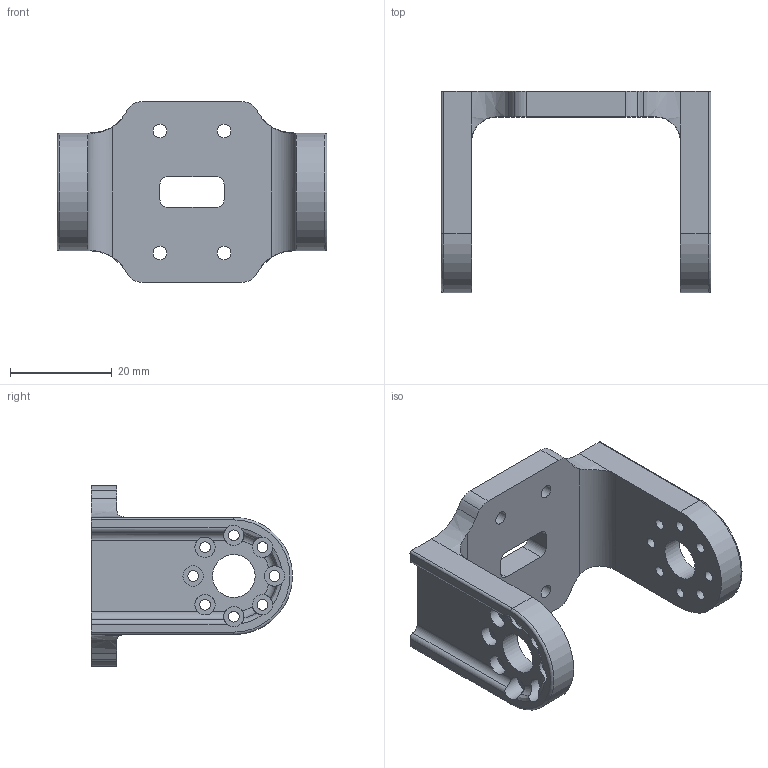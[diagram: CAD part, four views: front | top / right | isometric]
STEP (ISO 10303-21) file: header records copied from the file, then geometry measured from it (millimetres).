
FILE_DESCRIPTION(/* description */ (''),/* implementation_level */ '2;1');
FILE_NAME(/* name */ 'Drive_Bracket.step',/* time_stamp */ '2018-10-29T17:33:10+11:00',/* author */ ('TaylorY96'),/* organization */ (''),/* preprocessor_version */ 'ST-DEVELOPER v17.2',/* originating_system */ 'Autodesk Translation Framework v7.6.0.251',/* authorisation */ '');
FILE_SCHEMA (('AUTOMOTIVE_DESIGN { 1 0 10303 214 3 1 1 }'));
Length unit declared in the file: millimetre
Products named in the file (3): Tank_combined; Gripper-MX28 v35; Component187
Assembly tree (2 placements, depth 3):
  Tank_combined
    Gripper-MX28 v35
      Component187
Bounding box: 53.12 x 39.55 x 35.6 mm (x, y, z)
Volume: 13148.3 mm3; surface area: 8333.6 mm2
Topology: 1 solids, 1 shells, 124 faces, 354 edges, 234 vertices
Faces by surface type: cylinder 62, plane 34, bspline 18, torus 10
Full cylindrical faces by diameter (mm): 2.1 x16, 2.7 x4, 4 x16, 8.4 x2
Entity records: 5391 total; most frequent: CARTESIAN_POINT 2099, ORIENTED_EDGE 708, DIRECTION 624, EDGE_CURVE 354, AXIS2_PLACEMENT_3D 253, VERTEX_POINT 234, EDGE_LOOP 172, CIRCLE 142
